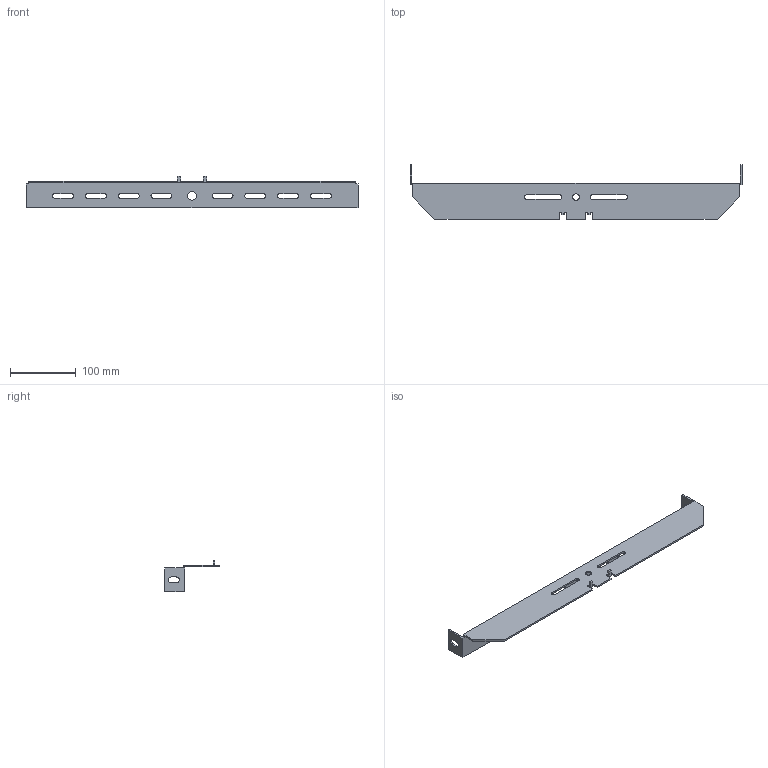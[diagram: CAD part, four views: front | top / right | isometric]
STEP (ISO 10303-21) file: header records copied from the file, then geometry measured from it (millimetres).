
FILE_DESCRIPTION (( 'STEP AP214' ), '1' );
FILE_NAME ('6358864.stp', '2017-03-27T13:50:34', ( '' ), ( '' ), 'SwSTEP 2.0', 'SolidWorks 2016', '' );
FILE_SCHEMA (( 'AUTOMOTIVE_DESIGN' ));
Length unit declared in the file: millimetre
Products named in the file (1): 6358864
Bounding box: 506 x 83 x 48.5 mm (x, y, z)
Volume: 111087 mm3; surface area: 94708.3 mm2
Topology: 1 solids, 1 shells, 110 faces, 328 edges, 220 vertices
Faces by surface type: plane 70, cylinder 36, bspline 4
Entity records: 4142 total; most frequent: CARTESIAN_POINT 1067, ORIENTED_EDGE 656, DIRECTION 594, EDGE_CURVE 328, LINE 236, VECTOR 236, VERTEX_POINT 220, AXIS2_PLACEMENT_3D 179
